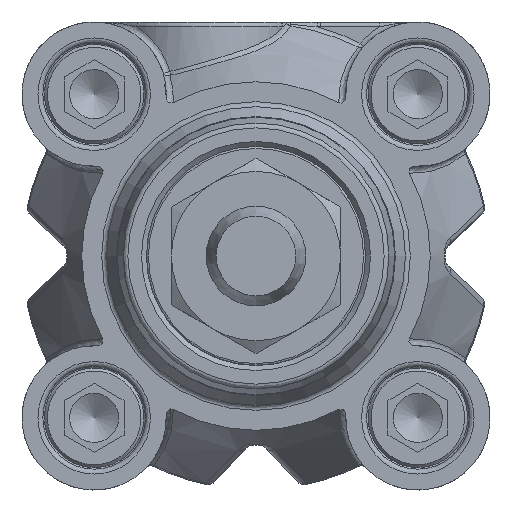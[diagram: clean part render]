
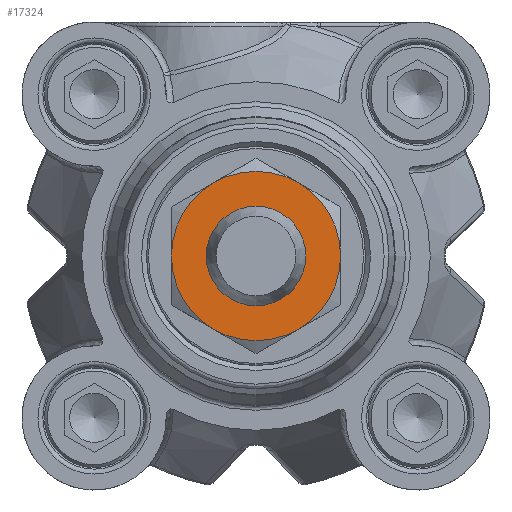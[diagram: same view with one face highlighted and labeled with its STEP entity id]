
A CAD part, front view. The second image highlights one B-rep face of the part: STEP entity #17324.
In plain terms, the highlighted face is planar.
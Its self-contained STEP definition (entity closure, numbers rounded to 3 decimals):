
#1650=FACE_BOUND('',#6222,.T.);
#1916=PLANE('',#18972);
#5191=FACE_OUTER_BOUND('',#6221,.T.);
#6221=EDGE_LOOP('',(#14660,#14661,#14662,#14663,#14664,#14665));
#6222=EDGE_LOOP('',(#14666));
#7230=CIRCLE('',#18971,5.);
#7231=CIRCLE('',#18973,8.5);
#7232=CIRCLE('',#18974,8.5);
#7233=CIRCLE('',#18975,8.5);
#7234=CIRCLE('',#18976,8.5);
#7235=CIRCLE('',#18977,8.5);
#7236=CIRCLE('',#18978,8.5);
#8590=VERTEX_POINT('',#29603);
#8591=VERTEX_POINT('',#29607);
#8592=VERTEX_POINT('',#29608);
#8593=VERTEX_POINT('',#29610);
#8594=VERTEX_POINT('',#29612);
#8595=VERTEX_POINT('',#29614);
#8596=VERTEX_POINT('',#29616);
#10717=EDGE_CURVE('',#8590,#8590,#7230,.T.);
#10719=EDGE_CURVE('',#8591,#8592,#7231,.T.);
#10720=EDGE_CURVE('',#8592,#8593,#7232,.T.);
#10721=EDGE_CURVE('',#8593,#8594,#7233,.T.);
#10722=EDGE_CURVE('',#8594,#8595,#7234,.T.);
#10723=EDGE_CURVE('',#8595,#8596,#7235,.T.);
#10724=EDGE_CURVE('',#8596,#8591,#7236,.T.);
#14660=ORIENTED_EDGE('',*,*,#10719,.T.);
#14661=ORIENTED_EDGE('',*,*,#10720,.T.);
#14662=ORIENTED_EDGE('',*,*,#10721,.T.);
#14663=ORIENTED_EDGE('',*,*,#10722,.T.);
#14664=ORIENTED_EDGE('',*,*,#10723,.T.);
#14665=ORIENTED_EDGE('',*,*,#10724,.T.);
#14666=ORIENTED_EDGE('',*,*,#10717,.F.);
#17324=ADVANCED_FACE('',(#5191,#1650),#1916,.T.);
#18971=AXIS2_PLACEMENT_3D('',#29604,#22426,#22427);
#18972=AXIS2_PLACEMENT_3D('',#29606,#22429,#22430);
#18973=AXIS2_PLACEMENT_3D('',#29609,#22431,#22432);
#18974=AXIS2_PLACEMENT_3D('',#29611,#22433,#22434);
#18975=AXIS2_PLACEMENT_3D('',#29613,#22435,#22436);
#18976=AXIS2_PLACEMENT_3D('',#29615,#22437,#22438);
#18977=AXIS2_PLACEMENT_3D('',#29617,#22439,#22440);
#18978=AXIS2_PLACEMENT_3D('',#29618,#22441,#22442);
#22426=DIRECTION('center_axis',(1.,0.,0.));
#22427=DIRECTION('ref_axis',(0.,0.,1.));
#22429=DIRECTION('center_axis',(1.,0.,0.));
#22430=DIRECTION('ref_axis',(0.,0.,-1.));
#22431=DIRECTION('center_axis',(1.,0.,0.));
#22432=DIRECTION('ref_axis',(0.,1.,0.));
#22433=DIRECTION('center_axis',(1.,0.,0.));
#22434=DIRECTION('ref_axis',(0.,1.,0.));
#22435=DIRECTION('center_axis',(1.,0.,0.));
#22436=DIRECTION('ref_axis',(0.,1.,0.));
#22437=DIRECTION('center_axis',(1.,0.,0.));
#22438=DIRECTION('ref_axis',(0.,1.,0.));
#22439=DIRECTION('center_axis',(1.,0.,0.));
#22440=DIRECTION('ref_axis',(0.,1.,0.));
#22441=DIRECTION('center_axis',(1.,0.,0.));
#22442=DIRECTION('ref_axis',(0.,1.,0.));
#29603=CARTESIAN_POINT('',(6.,0.,-5.));
#29604=CARTESIAN_POINT('Origin',(6.,0.,0.));
#29606=CARTESIAN_POINT('Origin',(6.,0.,0.));
#29607=CARTESIAN_POINT('',(6.,-7.361,-4.25));
#29608=CARTESIAN_POINT('',(6.,0.,-8.5));
#29609=CARTESIAN_POINT('Origin',(6.,0.,0.));
#29610=CARTESIAN_POINT('',(6.,7.361,-4.25));
#29611=CARTESIAN_POINT('Origin',(6.,0.,0.));
#29612=CARTESIAN_POINT('',(6.,7.361,4.25));
#29613=CARTESIAN_POINT('Origin',(6.,0.,0.));
#29614=CARTESIAN_POINT('',(6.,0.,8.5));
#29615=CARTESIAN_POINT('Origin',(6.,0.,0.));
#29616=CARTESIAN_POINT('',(6.,-7.361,4.25));
#29617=CARTESIAN_POINT('Origin',(6.,0.,0.));
#29618=CARTESIAN_POINT('Origin',(6.,0.,0.));
